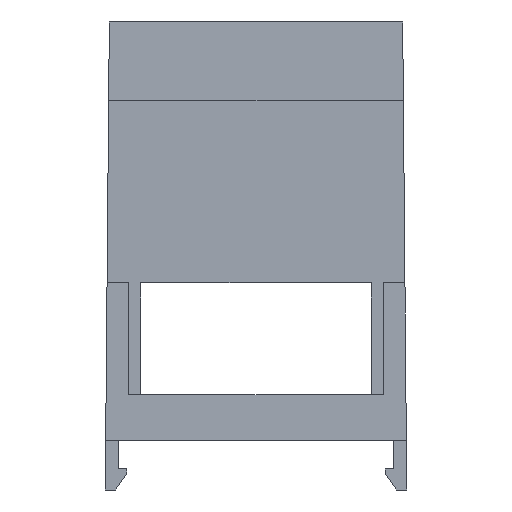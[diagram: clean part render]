
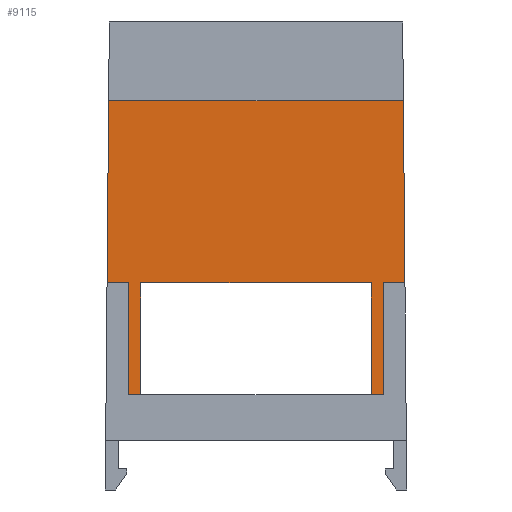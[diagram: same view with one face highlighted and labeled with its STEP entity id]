
A CAD part, front view. The second image highlights one B-rep face of the part: STEP entity #9115.
In plain terms, the highlighted planar face has unit normal (0, -1, 0).
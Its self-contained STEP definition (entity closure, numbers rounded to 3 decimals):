
#9115 = ADVANCED_FACE('',(#9116),#9130,.T.);
#9116 = FACE_BOUND('',#9117,.T.);
#9117 = EDGE_LOOP('',(#9118,#9141,#9157,#9173,#9189,#9205,#9221,#9237,
    #9253,#9269,#9285,#9301,#9317));
#9118 = ORIENTED_EDGE('',*,*,#9119,.F.);
#9119 = EDGE_CURVE('',#9120,#9122,#9124,.T.);
#9120 = VERTEX_POINT('',#9121);
#9121 = CARTESIAN_POINT('',(26669.444,-31.002,
    47.673));
#9122 = VERTEX_POINT('',#9123);
#9123 = CARTESIAN_POINT('',(26669.636,-31.002,
    25.673));
#9124 = SURFACE_CURVE('',#9125,(#9129),.PCURVE_S1.);
#9125 = LINE('',#9126,#9127);
#9126 = CARTESIAN_POINT('',(26669.367,-31.002,
    56.494));
#9127 = VECTOR('',#9128,1.);
#9128 = DIRECTION('',(0.009,0.,-1.));
#9129 = PCURVE('',#9130,#9135);
#9130 = PLANE('',#9131);
#9131 = AXIS2_PLACEMENT_3D('',#9132,#9133,#9134);
#9132 = CARTESIAN_POINT('',(26668.759,-31.002,23.4));
#9133 = DIRECTION('',(0.,-1.,0.));
#9134 = DIRECTION('',(0.,0.,-1.));
#9135 = DEFINITIONAL_REPRESENTATION('',(#9136),#9140);
#9136 = LINE('',#9137,#9138);
#9137 = CARTESIAN_POINT('',(-33.094,0.607));
#9138 = VECTOR('',#9139,1.);
#9139 = DIRECTION('',(1.,0.009));
#9140 = ( GEOMETRIC_REPRESENTATION_CONTEXT(2) 
PARAMETRIC_REPRESENTATION_CONTEXT() REPRESENTATION_CONTEXT('2D SPACE',''
  ) );
#9141 = ORIENTED_EDGE('',*,*,#9142,.F.);
#9142 = EDGE_CURVE('',#9143,#9120,#9145,.T.);
#9143 = VERTEX_POINT('',#9144);
#9144 = CARTESIAN_POINT('',(26633.861,-31.002,
    47.673));
#9145 = SURFACE_CURVE('',#9146,(#9150),.PCURVE_S1.);
#9146 = LINE('',#9147,#9148);
#9147 = CARTESIAN_POINT('',(26617.919,-31.002,
    47.673));
#9148 = VECTOR('',#9149,1.);
#9149 = DIRECTION('',(1.,0.,0.));
#9150 = PCURVE('',#9130,#9151);
#9151 = DEFINITIONAL_REPRESENTATION('',(#9152),#9156);
#9152 = LINE('',#9153,#9154);
#9153 = CARTESIAN_POINT('',(-24.273,-50.84));
#9154 = VECTOR('',#9155,1.);
#9155 = DIRECTION('',(0.,1.));
#9156 = ( GEOMETRIC_REPRESENTATION_CONTEXT(2) 
PARAMETRIC_REPRESENTATION_CONTEXT() REPRESENTATION_CONTEXT('2D SPACE',''
  ) );
#9157 = ORIENTED_EDGE('',*,*,#9158,.T.);
#9158 = EDGE_CURVE('',#9143,#9159,#9161,.T.);
#9159 = VERTEX_POINT('',#9160);
#9160 = CARTESIAN_POINT('',(26633.669,-31.002,
    25.673));
#9161 = SURFACE_CURVE('',#9162,(#9166),.PCURVE_S1.);
#9162 = LINE('',#9163,#9164);
#9163 = CARTESIAN_POINT('',(26633.652,-31.002,
    23.706));
#9164 = VECTOR('',#9165,1.);
#9165 = DIRECTION('',(-0.009,0.,
    -1.));
#9166 = PCURVE('',#9130,#9167);
#9167 = DEFINITIONAL_REPRESENTATION('',(#9168),#9172);
#9168 = LINE('',#9169,#9170);
#9169 = CARTESIAN_POINT('',(-0.306,-35.107));
#9170 = VECTOR('',#9171,1.);
#9171 = DIRECTION('',(1.,-0.009));
#9172 = ( GEOMETRIC_REPRESENTATION_CONTEXT(2) 
PARAMETRIC_REPRESENTATION_CONTEXT() REPRESENTATION_CONTEXT('2D SPACE',''
  ) );
#9173 = ORIENTED_EDGE('',*,*,#9174,.F.);
#9174 = EDGE_CURVE('',#9175,#9159,#9177,.T.);
#9175 = VERTEX_POINT('',#9176);
#9176 = CARTESIAN_POINT('',(26635.264,-31.002,
    25.673));
#9177 = SURFACE_CURVE('',#9178,(#9182),.PCURVE_S1.);
#9178 = LINE('',#9179,#9180);
#9179 = CARTESIAN_POINT('',(26739.139,-31.002,
    25.673));
#9180 = VECTOR('',#9181,1.);
#9181 = DIRECTION('',(-1.,0.,0.));
#9182 = PCURVE('',#9130,#9183);
#9183 = DEFINITIONAL_REPRESENTATION('',(#9184),#9188);
#9184 = LINE('',#9185,#9186);
#9185 = CARTESIAN_POINT('',(-2.273,70.38));
#9186 = VECTOR('',#9187,1.);
#9187 = DIRECTION('',(0.,-1.));
#9188 = ( GEOMETRIC_REPRESENTATION_CONTEXT(2) 
PARAMETRIC_REPRESENTATION_CONTEXT() REPRESENTATION_CONTEXT('2D SPACE',''
  ) );
#9189 = ORIENTED_EDGE('',*,*,#9190,.T.);
#9190 = EDGE_CURVE('',#9175,#9191,#9193,.T.);
#9191 = VERTEX_POINT('',#9192);
#9192 = CARTESIAN_POINT('',(26635.142,-31.002,
    11.715));
#9193 = SURFACE_CURVE('',#9194,(#9198),.PCURVE_S1.);
#9194 = LINE('',#9195,#9196);
#9195 = CARTESIAN_POINT('',(26635.246,-31.002,
    23.692));
#9196 = VECTOR('',#9197,1.);
#9197 = DIRECTION('',(-0.009,0.,-1.));
#9198 = PCURVE('',#9130,#9199);
#9199 = DEFINITIONAL_REPRESENTATION('',(#9200),#9204);
#9200 = LINE('',#9201,#9202);
#9201 = CARTESIAN_POINT('',(-0.292,-33.513));
#9202 = VECTOR('',#9203,1.);
#9203 = DIRECTION('',(1.,-0.009));
#9204 = ( GEOMETRIC_REPRESENTATION_CONTEXT(2) 
PARAMETRIC_REPRESENTATION_CONTEXT() REPRESENTATION_CONTEXT('2D SPACE',''
  ) );
#9205 = ORIENTED_EDGE('',*,*,#9206,.F.);
#9206 = EDGE_CURVE('',#9207,#9191,#9209,.T.);
#9207 = VERTEX_POINT('',#9208);
#9208 = CARTESIAN_POINT('',(26637.754,-31.002,
    11.715));
#9209 = SURFACE_CURVE('',#9210,(#9214),.PCURVE_S1.);
#9210 = LINE('',#9211,#9212);
#9211 = CARTESIAN_POINT('',(26634.442,-31.002,
    11.715));
#9212 = VECTOR('',#9213,1.);
#9213 = DIRECTION('',(-1.,0.,0.));
#9214 = PCURVE('',#9130,#9215);
#9215 = DEFINITIONAL_REPRESENTATION('',(#9216),#9220);
#9216 = LINE('',#9217,#9218);
#9217 = CARTESIAN_POINT('',(11.685,-34.317));
#9218 = VECTOR('',#9219,1.);
#9219 = DIRECTION('',(0.,-1.));
#9220 = ( GEOMETRIC_REPRESENTATION_CONTEXT(2) 
PARAMETRIC_REPRESENTATION_CONTEXT() REPRESENTATION_CONTEXT('2D SPACE',''
  ) );
#9221 = ORIENTED_EDGE('',*,*,#9222,.F.);
#9222 = EDGE_CURVE('',#9223,#9207,#9225,.T.);
#9223 = VERTEX_POINT('',#9224);
#9224 = CARTESIAN_POINT('',(26637.754,-31.002,
    25.673));
#9225 = SURFACE_CURVE('',#9226,(#9230),.PCURVE_S1.);
#9226 = LINE('',#9227,#9228);
#9227 = CARTESIAN_POINT('',(26637.754,-31.002,23.4));
#9228 = VECTOR('',#9229,1.);
#9229 = DIRECTION('',(0.,0.,-1.));
#9230 = PCURVE('',#9130,#9231);
#9231 = DEFINITIONAL_REPRESENTATION('',(#9232),#9236);
#9232 = LINE('',#9233,#9234);
#9233 = CARTESIAN_POINT('',(0.,-31.005));
#9234 = VECTOR('',#9235,1.);
#9235 = DIRECTION('',(1.,0.));
#9236 = ( GEOMETRIC_REPRESENTATION_CONTEXT(2) 
PARAMETRIC_REPRESENTATION_CONTEXT() REPRESENTATION_CONTEXT('2D SPACE',''
  ) );
#9237 = ORIENTED_EDGE('',*,*,#9238,.F.);
#9238 = EDGE_CURVE('',#9239,#9223,#9241,.T.);
#9239 = VERTEX_POINT('',#9240);
#9240 = CARTESIAN_POINT('',(26665.559,-31.002,
    25.673));
#9241 = SURFACE_CURVE('',#9242,(#9246),.PCURVE_S1.);
#9242 = LINE('',#9243,#9244);
#9243 = CARTESIAN_POINT('',(26682.046,-31.002,
    25.673));
#9244 = VECTOR('',#9245,1.);
#9245 = DIRECTION('',(-1.,0.,0.));
#9246 = PCURVE('',#9130,#9247);
#9247 = DEFINITIONAL_REPRESENTATION('',(#9248),#9252);
#9248 = LINE('',#9249,#9250);
#9249 = CARTESIAN_POINT('',(-2.273,13.287));
#9250 = VECTOR('',#9251,1.);
#9251 = DIRECTION('',(0.,-1.));
#9252 = ( GEOMETRIC_REPRESENTATION_CONTEXT(2) 
PARAMETRIC_REPRESENTATION_CONTEXT() REPRESENTATION_CONTEXT('2D SPACE',''
  ) );
#9253 = ORIENTED_EDGE('',*,*,#9254,.T.);
#9254 = EDGE_CURVE('',#9239,#9255,#9257,.T.);
#9255 = VERTEX_POINT('',#9256);
#9256 = CARTESIAN_POINT('',(26665.559,-31.002,
    11.715));
#9257 = SURFACE_CURVE('',#9258,(#9262),.PCURVE_S1.);
#9258 = LINE('',#9259,#9260);
#9259 = CARTESIAN_POINT('',(26665.559,-31.002,
    23.394));
#9260 = VECTOR('',#9261,1.);
#9261 = DIRECTION('',(0.,0.,-1.));
#9262 = PCURVE('',#9130,#9263);
#9263 = DEFINITIONAL_REPRESENTATION('',(#9264),#9268);
#9264 = LINE('',#9265,#9266);
#9265 = CARTESIAN_POINT('',(0.006,-3.2));
#9266 = VECTOR('',#9267,1.);
#9267 = DIRECTION('',(1.,0.));
#9268 = ( GEOMETRIC_REPRESENTATION_CONTEXT(2) 
PARAMETRIC_REPRESENTATION_CONTEXT() REPRESENTATION_CONTEXT('2D SPACE',''
  ) );
#9269 = ORIENTED_EDGE('',*,*,#9270,.F.);
#9270 = EDGE_CURVE('',#9271,#9255,#9273,.T.);
#9271 = VERTEX_POINT('',#9272);
#9272 = CARTESIAN_POINT('',(26668.059,-31.002,
    11.715));
#9273 = SURFACE_CURVE('',#9274,(#9278),.PCURVE_S1.);
#9274 = LINE('',#9275,#9276);
#9275 = CARTESIAN_POINT('',(15.241,-31.002,
    11.715));
#9276 = VECTOR('',#9277,1.);
#9277 = DIRECTION('',(-1.,0.,0.));
#9278 = PCURVE('',#9130,#9279);
#9279 = DEFINITIONAL_REPRESENTATION('',(#9280),#9284);
#9280 = LINE('',#9281,#9282);
#9281 = CARTESIAN_POINT('',(11.685,-26653.518));
#9282 = VECTOR('',#9283,1.);
#9283 = DIRECTION('',(0.,-1.));
#9284 = ( GEOMETRIC_REPRESENTATION_CONTEXT(2) 
PARAMETRIC_REPRESENTATION_CONTEXT() REPRESENTATION_CONTEXT('2D SPACE',''
  ) );
#9285 = ORIENTED_EDGE('',*,*,#9286,.T.);
#9286 = EDGE_CURVE('',#9271,#9287,#9289,.T.);
#9287 = VERTEX_POINT('',#9288);
#9288 = CARTESIAN_POINT('',(26668.059,-31.002,
    23.394));
#9289 = SURFACE_CURVE('',#9290,(#9294),.PCURVE_S1.);
#9290 = LINE('',#9291,#9292);
#9291 = CARTESIAN_POINT('',(26668.059,-31.002,
    10.494));
#9292 = VECTOR('',#9293,1.);
#9293 = DIRECTION('',(0.,0.,1.));
#9294 = PCURVE('',#9130,#9295);
#9295 = DEFINITIONAL_REPRESENTATION('',(#9296),#9300);
#9296 = LINE('',#9297,#9298);
#9297 = CARTESIAN_POINT('',(12.906,-0.7));
#9298 = VECTOR('',#9299,1.);
#9299 = DIRECTION('',(-1.,0.));
#9300 = ( GEOMETRIC_REPRESENTATION_CONTEXT(2) 
PARAMETRIC_REPRESENTATION_CONTEXT() REPRESENTATION_CONTEXT('2D SPACE',''
  ) );
#9301 = ORIENTED_EDGE('',*,*,#9302,.F.);
#9302 = EDGE_CURVE('',#9303,#9287,#9305,.T.);
#9303 = VERTEX_POINT('',#9304);
#9304 = CARTESIAN_POINT('',(26668.039,-31.002,
    25.673));
#9305 = SURFACE_CURVE('',#9306,(#9310),.PCURVE_S1.);
#9306 = LINE('',#9307,#9308);
#9307 = CARTESIAN_POINT('',(26667.77,-31.002,
    56.48));
#9308 = VECTOR('',#9309,1.);
#9309 = DIRECTION('',(0.009,0.,-1.));
#9310 = PCURVE('',#9130,#9311);
#9311 = DEFINITIONAL_REPRESENTATION('',(#9312),#9316);
#9312 = LINE('',#9313,#9314);
#9313 = CARTESIAN_POINT('',(-33.08,-0.989));
#9314 = VECTOR('',#9315,1.);
#9315 = DIRECTION('',(1.,0.009));
#9316 = ( GEOMETRIC_REPRESENTATION_CONTEXT(2) 
PARAMETRIC_REPRESENTATION_CONTEXT() REPRESENTATION_CONTEXT('2D SPACE',''
  ) );
#9317 = ORIENTED_EDGE('',*,*,#9318,.F.);
#9318 = EDGE_CURVE('',#9122,#9303,#9319,.T.);
#9319 = SURFACE_CURVE('',#9320,(#9324),.PCURVE_S1.);
#9320 = LINE('',#9321,#9322);
#9321 = CARTESIAN_POINT('',(26668.759,-31.002,
    25.673));
#9322 = VECTOR('',#9323,1.);
#9323 = DIRECTION('',(-1.,0.,0.));
#9324 = PCURVE('',#9130,#9325);
#9325 = DEFINITIONAL_REPRESENTATION('',(#9326),#9330);
#9326 = LINE('',#9327,#9328);
#9327 = CARTESIAN_POINT('',(-2.273,0.));
#9328 = VECTOR('',#9329,1.);
#9329 = DIRECTION('',(0.,-1.));
#9330 = ( GEOMETRIC_REPRESENTATION_CONTEXT(2) 
PARAMETRIC_REPRESENTATION_CONTEXT() REPRESENTATION_CONTEXT('2D SPACE',''
  ) );
